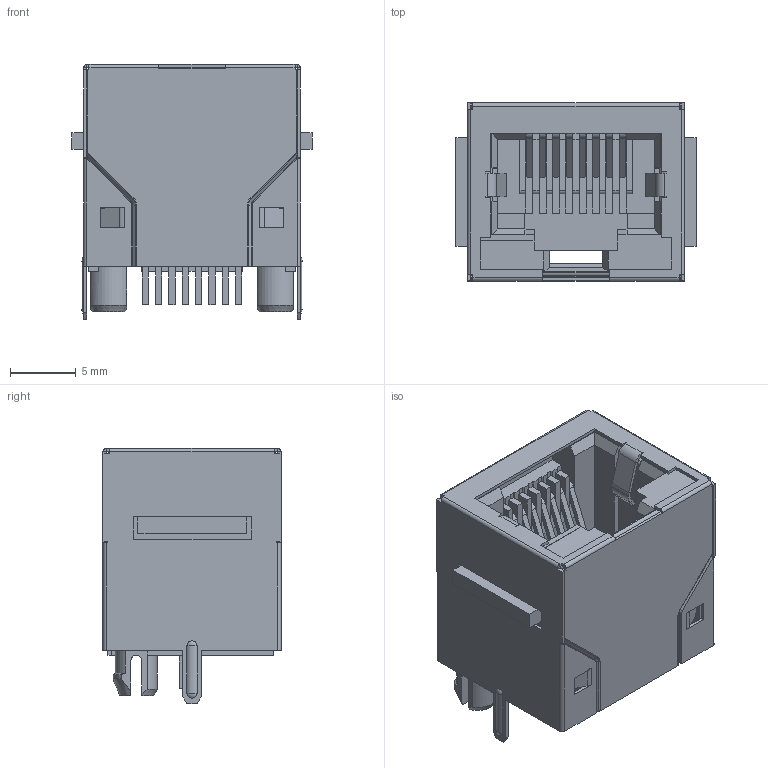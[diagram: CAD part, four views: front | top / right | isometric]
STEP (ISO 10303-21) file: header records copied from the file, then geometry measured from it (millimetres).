
FILE_DESCRIPTION(('FreeCAD Model'),'2;1');
FILE_NAME('Shapes010_cp.step','2019-09-17T15:05:10',( 'kicad StepUp'),('ksu MCAD'),'Open CASCADE STEP processor 7.2', 'FreeCAD','Unknown');
FILE_SCHEMA(('AUTOMOTIVE_DESIGN { 1 0 10303 214 1 1 1 1 }'));
Length unit declared in the file: millimetre
Products named in the file (1): Shapes010_cp
Bounding box: 18.29 x 13.56 x 19.43 mm (x, y, z)
Volume: 2047.9 mm3; surface area: 4916.7 mm2
Topology: 10 solids, 10 shells, 1241 faces, 3350 edges, 2102 vertices
Faces by surface type: plane 912, cylinder 287, cone 14, torus 12, sphere 12, revolution 4
Entity records: 46958 total; most frequent: CARTESIAN_POINT 6984, ORIENTED_EDGE 6692, DIRECTION 6302, EDGE_CURVE 3346, LINE 2698, VECTOR 2698, VERTEX_POINT 2102, AXIS2_PLACEMENT_3D 1800
